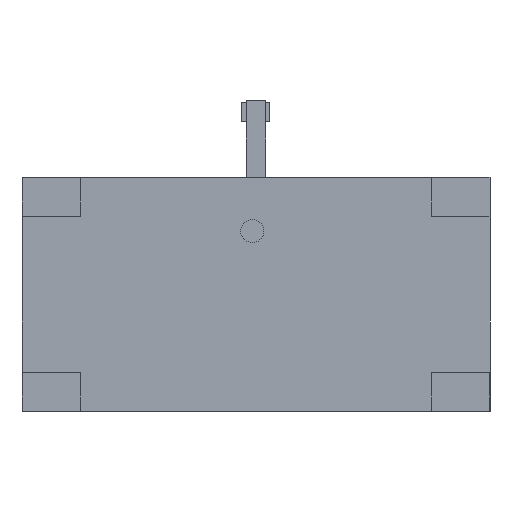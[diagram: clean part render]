
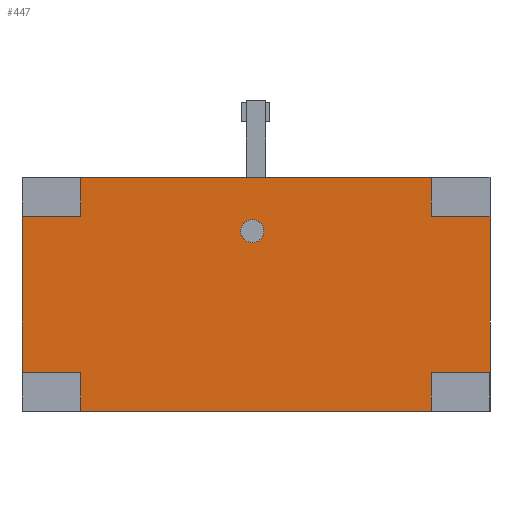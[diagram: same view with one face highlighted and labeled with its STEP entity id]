
A CAD part, front view. The second image highlights one B-rep face of the part: STEP entity #447.
In plain terms, the highlighted planar face has unit normal (0, -1, 0).
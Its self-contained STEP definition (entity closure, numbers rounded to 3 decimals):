
#125 = CARTESIAN_POINT ( 'NONE',  ( 609.6, 0., -304.8 ) ) ;
#181 = VERTEX_POINT ( 'NONE', #125 ) ;
#232 = ORIENTED_EDGE ( 'NONE', *, *, #588, .F. ) ;
#233 = ORIENTED_EDGE ( 'NONE', *, *, #371, .T. ) ;
#234 = ORIENTED_EDGE ( 'NONE', *, *, #573, .T. ) ;
#235 = ORIENTED_EDGE ( 'NONE', *, *, #370, .F. ) ;
#238 = ORIENTED_EDGE ( 'NONE', *, *, #366, .F. ) ;
#239 = ORIENTED_EDGE ( 'NONE', *, *, #592, .F. ) ;
#288 = DIRECTION ( 'NONE',  ( 0., 0., -1. ) ) ;
#291 = DIRECTION ( 'NONE',  ( -1., 0., 0. ) ) ;
#292 = DIRECTION ( 'NONE',  ( 0., 1., 0. ) ) ;
#297 = CARTESIAN_POINT ( 'NONE',  ( 0., 0., -304.8 ) ) ;
#298 = DIRECTION ( 'NONE',  ( 0., 0., 1. ) ) ;
#304 = CARTESIAN_POINT ( 'NONE',  ( 300., 0., -70. ) ) ;
#314 = CARTESIAN_POINT ( 'NONE',  ( 609.6, 0., 0. ) ) ;
#366 = EDGE_CURVE ( 'NONE', #3534, #181, #1081, .T. ) ;
#370 = EDGE_CURVE ( 'NONE', #181, #3530, #1089, .T. ) ;
#371 = EDGE_CURVE ( 'NONE', #3527, #3526, #1100, .T. ) ;
#447 = ADVANCED_FACE ( 'NONE', ( #1232, #1231 ), #1540, .T. ) ;
#573 = EDGE_CURVE ( 'NONE', #3526, #3527, #1395, .T. ) ;
#588 = EDGE_CURVE ( 'NONE', #3530, #3531, #1398, .T. ) ;
#592 = EDGE_CURVE ( 'NONE', #3531, #3534, #1426, .T. ) ;
#620 = AXIS2_PLACEMENT_3D ( 'NONE', #304, #292, #298 ) ;
#895 = EDGE_LOOP ( 'NONE', ( #233, #234 ) ) ;
#901 = EDGE_LOOP ( 'NONE', ( #232, #235, #238, #239 ) ) ;
#1066 = VECTOR ( 'NONE', #288, 1000. ) ;
#1081 = LINE ( 'NONE', #314, #1066 ) ;
#1089 = LINE ( 'NONE', #297, #1095 ) ;
#1095 = VECTOR ( 'NONE', #291, 1000. ) ;
#1100 = CIRCLE ( 'NONE', #620, 15. ) ;
#1231 = FACE_OUTER_BOUND ( 'NONE', #901, .T. ) ;
#1232 = FACE_BOUND ( 'NONE', #895, .T. ) ;
#1395 = CIRCLE ( 'NONE', #2151, 15. ) ;
#1398 = LINE ( 'NONE', #1889, #1419 ) ;
#1419 = VECTOR ( 'NONE', #1897, 1000. ) ;
#1426 = LINE ( 'NONE', #1904, #1427 ) ;
#1427 = VECTOR ( 'NONE', #1905, 1000. ) ;
#1540 = PLANE ( 'NONE',  #2087 ) ;
#1548 = CARTESIAN_POINT ( 'NONE',  ( 0., 0., -304.8 ) ) ;
#1554 = DIRECTION ( 'NONE',  ( 0., -1., 0. ) ) ;
#1555 = DIRECTION ( 'NONE',  ( 0., 0., -1. ) ) ;
#1851 = CARTESIAN_POINT ( 'NONE',  ( 300., 0., -70. ) ) ;
#1858 = DIRECTION ( 'NONE',  ( 0., 1., 0. ) ) ;
#1859 = DIRECTION ( 'NONE',  ( 0., 0., 1. ) ) ;
#1889 = CARTESIAN_POINT ( 'NONE',  ( 0., 0., 0. ) ) ;
#1897 = DIRECTION ( 'NONE',  ( 0., 0., 1. ) ) ;
#1904 = CARTESIAN_POINT ( 'NONE',  ( 0., 0., 0. ) ) ;
#1905 = DIRECTION ( 'NONE',  ( 1., 0., 0. ) ) ;
#1970 = CARTESIAN_POINT ( 'NONE',  ( 300., 0., -85. ) ) ;
#1971 = CARTESIAN_POINT ( 'NONE',  ( 300., 0., -55. ) ) ;
#1974 = CARTESIAN_POINT ( 'NONE',  ( 0., 0., -304.8 ) ) ;
#1975 = CARTESIAN_POINT ( 'NONE',  ( 0., 0., 0. ) ) ;
#1978 = CARTESIAN_POINT ( 'NONE',  ( 609.6, 0., 0. ) ) ;
#2087 = AXIS2_PLACEMENT_3D ( 'NONE', #1548, #1554, #1555 ) ;
#2151 = AXIS2_PLACEMENT_3D ( 'NONE', #1851, #1858, #1859 ) ;
#3526 = VERTEX_POINT ( 'NONE', #1970 ) ;
#3527 = VERTEX_POINT ( 'NONE', #1971 ) ;
#3530 = VERTEX_POINT ( 'NONE', #1974 ) ;
#3531 = VERTEX_POINT ( 'NONE', #1975 ) ;
#3534 = VERTEX_POINT ( 'NONE', #1978 ) ;
